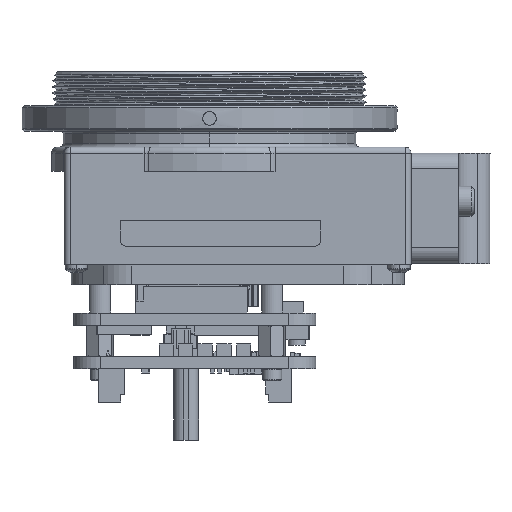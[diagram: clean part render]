
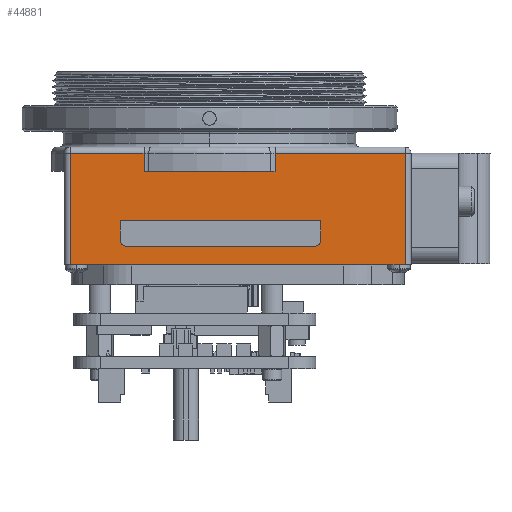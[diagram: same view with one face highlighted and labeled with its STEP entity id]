
A CAD part, left-side view. The second image highlights one B-rep face of the part: STEP entity #44881.
In plain terms, the highlighted planar face has unit normal (-1, 0, 0).
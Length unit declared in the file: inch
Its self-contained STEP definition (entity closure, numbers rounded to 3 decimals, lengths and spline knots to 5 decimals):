
#2591 = ORIENTED_EDGE ( 'NONE', *, *, #44078, .T. ) ;
#3201 = AXIS2_PLACEMENT_3D ( 'NONE', #48787, #5899, #44351 ) ;
#3393 = VERTEX_POINT ( 'NONE', #41379 ) ;
#3622 = DIRECTION ( 'NONE',  ( 0., 0., 1. ) ) ;
#3816 = EDGE_CURVE ( 'NONE', #44907, #10361, #54000, .T. ) ;
#4559 = VECTOR ( 'NONE', #3622, 39.37008 ) ;
#5097 = CARTESIAN_POINT ( 'NONE',  ( 0.005, -1.28, -0.84 ) ) ;
#5457 = FACE_OUTER_BOUND ( 'NONE', #14933, .T. ) ;
#5899 = DIRECTION ( 'NONE',  ( -1., 0., 0. ) ) ;
#6423 = CARTESIAN_POINT ( 'NONE',  ( 0.005, -1.7, 1.7163 ) ) ;
#6511 = CARTESIAN_POINT ( 'NONE',  ( 0.005, -0.3984, -0.495 ) ) ;
#6563 = EDGE_CURVE ( 'NONE', #24333, #57344, #14961, .T. ) ;
#7773 = CIRCLE ( 'NONE', #3201, 0.03 ) ;
#7772 = DIRECTION ( 'NONE',  ( 0., -1., 0. ) ) ;
#8436 = DIRECTION ( 'NONE',  ( 0., -1., 0. ) ) ;
#8686 = CARTESIAN_POINT ( 'NONE',  ( 0.005, -1.7, -0.963 ) ) ;
#8762 = CIRCLE ( 'NONE', #34869, 0.03 ) ;
#9780 = VECTOR ( 'NONE', #14013, 39.37008 ) ;
#10361 = VERTEX_POINT ( 'NONE', #48605 ) ;
#11122 = VECTOR ( 'NONE', #69730, 39.37008 ) ;
#12059 = LINE ( 'NONE', #61592, #27140 ) ;
#12840 = VERTEX_POINT ( 'NONE', #15602 ) ;
#13458 = ORIENTED_EDGE ( 'NONE', *, *, #56333, .F. ) ;
#13589 = ORIENTED_EDGE ( 'NONE', *, *, #59694, .F. ) ;
#13712 = VERTEX_POINT ( 'NONE', #36188 ) ;
#14013 = DIRECTION ( 'NONE',  ( 0., -1., 0. ) ) ;
#14644 = CARTESIAN_POINT ( 'NONE',  ( 0.005, -0.3984, -0.405 ) ) ;
#14933 = EDGE_LOOP ( 'NONE', ( #2591, #23977, #51706, #13589, #23504, #63898, #63332, #56453 ) ) ;
#14961 = LINE ( 'NONE', #22663, #68305 ) ;
#15129 = ORIENTED_EDGE ( 'NONE', *, *, #62689, .F. ) ;
#15439 = CARTESIAN_POINT ( 'NONE',  ( 0.005, -1.0516, -0.405 ) ) ;
#15602 = CARTESIAN_POINT ( 'NONE',  ( 0.005, -0.31, -0.87 ) ) ;
#16501 = FACE_BOUND ( 'NONE', #57907, .T. ) ;
#16769 = VECTOR ( 'NONE', #61457, 39.37008 ) ;
#17183 = CARTESIAN_POINT ( 'NONE',  ( 0.005, -1.7, -0.742 ) ) ;
#18412 = CARTESIAN_POINT ( 'NONE',  ( 0.005, -1.7, -0.963 ) ) ;
#19412 = LINE ( 'NONE', #24728, #16769 ) ;
#21586 = CARTESIAN_POINT ( 'NONE',  ( 0.005, -0.03, -0.405 ) ) ;
#22663 = CARTESIAN_POINT ( 'NONE',  ( 0.005, -0.28, -0.84 ) ) ;
#23504 = ORIENTED_EDGE ( 'NONE', *, *, #44155, .F. ) ;
#23885 = LINE ( 'NONE', #39917, #62702 ) ;
#23977 = ORIENTED_EDGE ( 'NONE', *, *, #63774, .F. ) ;
#24333 = VERTEX_POINT ( 'NONE', #26946 ) ;
#24588 = DIRECTION ( 'NONE',  ( 0., 0., 1. ) ) ;
#24617 = VERTEX_POINT ( 'NONE', #15439 ) ;
#24728 = CARTESIAN_POINT ( 'NONE',  ( 0.005, -0.31, -0.87 ) ) ;
#26040 = CARTESIAN_POINT ( 'NONE',  ( 0.005, -0.3984, -0.495 ) ) ;
#26946 = CARTESIAN_POINT ( 'NONE',  ( 0.005, -0.28, -0.84 ) ) ;
#27140 = VECTOR ( 'NONE', #7772, 39.37008 ) ;
#27652 = DIRECTION ( 'NONE',  ( 0., 0., 1. ) ) ;
#28195 = DIRECTION ( 'NONE',  ( 0., 1., 0. ) ) ;
#28383 = DIRECTION ( 'NONE',  ( 0., 1., 0. ) ) ;
#28619 = VECTOR ( 'NONE', #44868, 39.37008 ) ;
#29729 = VERTEX_POINT ( 'NONE', #8686 ) ;
#30140 = CARTESIAN_POINT ( 'NONE',  ( 0.005, -0.03, -0.405 ) ) ;
#31793 = ORIENTED_EDGE ( 'NONE', *, *, #63549, .F. ) ;
#32245 = CARTESIAN_POINT ( 'NONE',  ( 0.005, -0.03, -0.963 ) ) ;
#34766 = VECTOR ( 'NONE', #28195, 39.37008 ) ;
#34869 = AXIS2_PLACEMENT_3D ( 'NONE', #68728, #51588, #41262 ) ;
#34921 = LINE ( 'NONE', #40271, #53557 ) ;
#35703 = VERTEX_POINT ( 'NONE', #14644 ) ;
#36127 = VERTEX_POINT ( 'NONE', #52329 ) ;
#36188 = CARTESIAN_POINT ( 'NONE',  ( 0.005, -1.25, -0.87 ) ) ;
#36587 = EDGE_CURVE ( 'NONE', #12840, #13712, #19412, .T. ) ;
#37230 = ORIENTED_EDGE ( 'NONE', *, *, #6563, .T. ) ;
#37632 = CARTESIAN_POINT ( 'NONE',  ( 0.005, -1.28, -0.84 ) ) ;
#38216 = CARTESIAN_POINT ( 'NONE',  ( 0.005, -1.7, 1.7163 ) ) ;
#39420 = LINE ( 'NONE', #18412, #57682 ) ;
#39563 = DIRECTION ( 'NONE',  ( 0., 0., -1. ) ) ;
#39917 = CARTESIAN_POINT ( 'NONE',  ( 0.005, -1.0516, -0.495 ) ) ;
#40271 = CARTESIAN_POINT ( 'NONE',  ( 0.005, -0.03, 1.7163 ) ) ;
#41262 = DIRECTION ( 'NONE',  ( 0., 0., -1. ) ) ;
#41379 = CARTESIAN_POINT ( 'NONE',  ( 0.005, -1.7, -0.405 ) ) ;
#43377 = AXIS2_PLACEMENT_3D ( 'NONE', #38216, #64291, #43901 ) ;
#43901 = DIRECTION ( 'NONE',  ( 0., 0., 1. ) ) ;
#44078 = EDGE_CURVE ( 'NONE', #56560, #47532, #34921, .T. ) ;
#44155 = EDGE_CURVE ( 'NONE', #36127, #24617, #23885, .T. ) ;
#44351 = DIRECTION ( 'NONE',  ( 0., 1., 0. ) ) ;
#44868 = DIRECTION ( 'NONE',  ( 0., 0., -1. ) ) ;
#44881 = ADVANCED_FACE ( 'NONE', ( #16501, #5457 ), #53551, .T. ) ;
#44907 = VERTEX_POINT ( 'NONE', #5097 ) ;
#45553 = EDGE_CURVE ( 'NONE', #3393, #29729, #49524, .T. ) ;
#46587 = EDGE_CURVE ( 'NONE', #48980, #35703, #68150, .T. ) ;
#46810 = LINE ( 'NONE', #53170, #9780 ) ;
#47532 = VERTEX_POINT ( 'NONE', #32245 ) ;
#48064 = CARTESIAN_POINT ( 'NONE',  ( 0.005, -0.28, -0.742 ) ) ;
#48605 = CARTESIAN_POINT ( 'NONE',  ( 0.005, -1.28, -0.742 ) ) ;
#48787 = CARTESIAN_POINT ( 'NONE',  ( 0.005, -0.31, -0.84 ) ) ;
#48980 = VERTEX_POINT ( 'NONE', #6511 ) ;
#49524 = LINE ( 'NONE', #6423, #28619 ) ;
#51588 = DIRECTION ( 'NONE',  ( -1., 0., 0. ) ) ;
#51706 = ORIENTED_EDGE ( 'NONE', *, *, #45553, .F. ) ;
#52329 = CARTESIAN_POINT ( 'NONE',  ( 0.005, -1.0516, -0.495 ) ) ;
#53170 = CARTESIAN_POINT ( 'NONE',  ( 0.005, -0.3984, -0.495 ) ) ;
#53551 = PLANE ( 'NONE',  #43377 ) ;
#53557 = VECTOR ( 'NONE', #39563, 39.37008 ) ;
#54000 = LINE ( 'NONE', #37632, #11122 ) ;
#56333 = EDGE_CURVE ( 'NONE', #24333, #12840, #7773, .T. ) ;
#56453 = ORIENTED_EDGE ( 'NONE', *, *, #65152, .F. ) ;
#56560 = VERTEX_POINT ( 'NONE', #21586 ) ;
#57344 = VERTEX_POINT ( 'NONE', #48064 ) ;
#57682 = VECTOR ( 'NONE', #28383, 39.37008 ) ;
#57907 = EDGE_LOOP ( 'NONE', ( #37230, #15129, #63003, #31793, #58683, #13458 ) ) ;
#57948 = LINE ( 'NONE', #30140, #63318 ) ;
#58683 = ORIENTED_EDGE ( 'NONE', *, *, #36587, .F. ) ;
#59694 = EDGE_CURVE ( 'NONE', #24617, #3393, #12059, .T. ) ;
#60647 = LINE ( 'NONE', #17183, #34766 ) ;
#61457 = DIRECTION ( 'NONE',  ( 0., -1., 0. ) ) ;
#61592 = CARTESIAN_POINT ( 'NONE',  ( 0.005, -1.0516, -0.405 ) ) ;
#62689 = EDGE_CURVE ( 'NONE', #10361, #57344, #60647, .T. ) ;
#62702 = VECTOR ( 'NONE', #24588, 39.37008 ) ;
#63003 = ORIENTED_EDGE ( 'NONE', *, *, #3816, .F. ) ;
#63318 = VECTOR ( 'NONE', #8436, 39.37008 ) ;
#63332 = ORIENTED_EDGE ( 'NONE', *, *, #46587, .T. ) ;
#63549 = EDGE_CURVE ( 'NONE', #13712, #44907, #8762, .T. ) ;
#63774 = EDGE_CURVE ( 'NONE', #29729, #47532, #39420, .T. ) ;
#63898 = ORIENTED_EDGE ( 'NONE', *, *, #64385, .F. ) ;
#64291 = DIRECTION ( 'NONE',  ( -1., 0., 0. ) ) ;
#64385 = EDGE_CURVE ( 'NONE', #48980, #36127, #46810, .T. ) ;
#65152 = EDGE_CURVE ( 'NONE', #56560, #35703, #57948, .T. ) ;
#68150 = LINE ( 'NONE', #26040, #4559 ) ;
#68305 = VECTOR ( 'NONE', #27652, 39.37008 ) ;
#68728 = CARTESIAN_POINT ( 'NONE',  ( 0.005, -1.25, -0.84 ) ) ;
#69730 = DIRECTION ( 'NONE',  ( 0., 0., 1. ) ) ;
